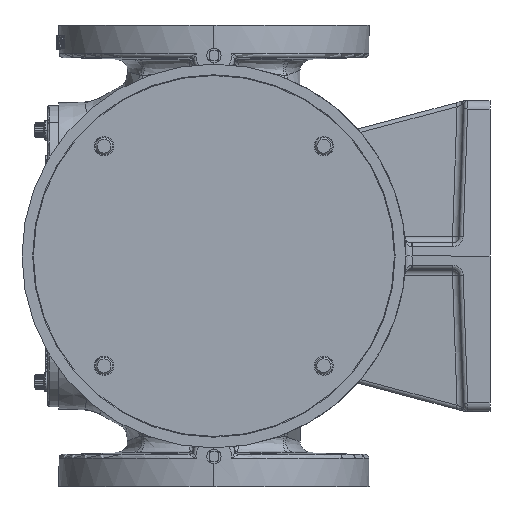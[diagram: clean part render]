
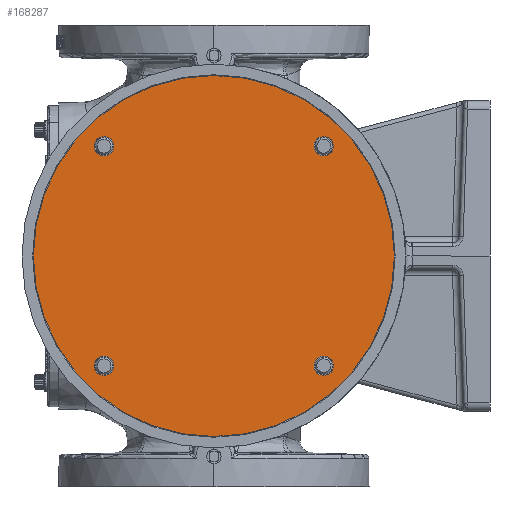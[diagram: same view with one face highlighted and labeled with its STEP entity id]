
A CAD part, left-side view. The second image highlights one B-rep face of the part: STEP entity #168287.
In plain terms, the highlighted planar face has unit normal (-1, 0, 0).
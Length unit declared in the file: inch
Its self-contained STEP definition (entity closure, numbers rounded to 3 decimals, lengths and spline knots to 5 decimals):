
#1109 = CARTESIAN_POINT ( 'NONE',  ( -21.83, -3.18198, 3.18198 ) ) ;
#1461 = EDGE_CURVE ( 'NONE', #165969, #97086, #178457, .T. ) ;
#2055 = CIRCLE ( 'NONE', #172607, 0.28125 ) ;
#2111 = VERTEX_POINT ( 'NONE', #13658 ) ;
#4312 = VERTEX_POINT ( 'NONE', #61808 ) ;
#13130 = ORIENTED_EDGE ( 'NONE', *, *, #184281, .F. ) ;
#13526 = DIRECTION ( 'NONE',  ( 0., 0., -1. ) ) ;
#13658 = CARTESIAN_POINT ( 'NONE',  ( -21.83, 3.18198, -3.46323 ) ) ;
#14833 = CARTESIAN_POINT ( 'NONE',  ( -21.83, -3.18198, -3.18198 ) ) ;
#15114 = CARTESIAN_POINT ( 'NONE',  ( -21.83, 3.18198, 3.18198 ) ) ;
#15369 = EDGE_CURVE ( 'NONE', #2111, #150236, #158756, .T. ) ;
#15423 = DIRECTION ( 'NONE',  ( 0., 0., 1. ) ) ;
#22651 = DIRECTION ( 'NONE',  ( 1., 0., 0. ) ) ;
#23494 = EDGE_LOOP ( 'NONE', ( #147029, #24770 ) ) ;
#24165 = CARTESIAN_POINT ( 'NONE',  ( -21.83, -3.18198, 3.18198 ) ) ;
#24758 = AXIS2_PLACEMENT_3D ( 'NONE', #64065, #163418, #78237 ) ;
#24770 = ORIENTED_EDGE ( 'NONE', *, *, #183587, .F. ) ;
#25500 = VERTEX_POINT ( 'NONE', #109575 ) ;
#25964 = VERTEX_POINT ( 'NONE', #134902 ) ;
#28961 = EDGE_LOOP ( 'NONE', ( #118479, #126110 ) ) ;
#29062 = DIRECTION ( 'NONE',  ( 0., 0., 1. ) ) ;
#29335 = DIRECTION ( 'NONE',  ( 0., 0., 1. ) ) ;
#30120 = CARTESIAN_POINT ( 'NONE',  ( -21.83, -3.18198, 3.46323 ) ) ;
#31246 = CIRCLE ( 'NONE', #125757, 0.28125 ) ;
#31697 = VERTEX_POINT ( 'NONE', #82648 ) ;
#34377 = ORIENTED_EDGE ( 'NONE', *, *, #82342, .F. ) ;
#34517 = ORIENTED_EDGE ( 'NONE', *, *, #1461, .F. ) ;
#34972 = AXIS2_PLACEMENT_3D ( 'NONE', #183717, #98549, #13526 ) ;
#36285 = CIRCLE ( 'NONE', #34972, 5.2305 ) ;
#38599 = FACE_BOUND ( 'NONE', #167033, .T. ) ;
#40559 = CIRCLE ( 'NONE', #64300, 0.28125 ) ;
#42271 = CARTESIAN_POINT ( 'NONE',  ( -21.83, -3.18198, -3.18198 ) ) ;
#53977 = CIRCLE ( 'NONE', #24758, 0.28125 ) ;
#56245 = CIRCLE ( 'NONE', #87776, 5.2305 ) ;
#56590 = DIRECTION ( 'NONE',  ( 0., 0., 1. ) ) ;
#56864 = VERTEX_POINT ( 'NONE', #155055 ) ;
#61808 = CARTESIAN_POINT ( 'NONE',  ( -21.83, 0., 5.2305 ) ) ;
#61931 = EDGE_LOOP ( 'NONE', ( #34377, #157730 ) ) ;
#64065 = CARTESIAN_POINT ( 'NONE',  ( -21.83, 3.18198, 3.18198 ) ) ;
#64300 = AXIS2_PLACEMENT_3D ( 'NONE', #157482, #72377, #171795 ) ;
#67131 = AXIS2_PLACEMENT_3D ( 'NONE', #24165, #80372, #128852 ) ;
#68167 = DIRECTION ( 'NONE',  ( -1., 0., 0. ) ) ;
#68544 = CIRCLE ( 'NONE', #108305, 0.28125 ) ;
#68908 = EDGE_LOOP ( 'NONE', ( #13130, #34517 ) ) ;
#72377 = DIRECTION ( 'NONE',  ( -1., 0., 0. ) ) ;
#73575 = CARTESIAN_POINT ( 'NONE',  ( -21.83, 0., 0. ) ) ;
#76342 = FACE_OUTER_BOUND ( 'NONE', #28961, .T. ) ;
#78237 = DIRECTION ( 'NONE',  ( 0., 0., 1. ) ) ;
#80372 = DIRECTION ( 'NONE',  ( -1., 0., 0. ) ) ;
#82342 = EDGE_CURVE ( 'NONE', #31697, #25500, #31246, .T. ) ;
#82648 = CARTESIAN_POINT ( 'NONE',  ( -21.83, 3.18198, 3.46323 ) ) ;
#84148 = CARTESIAN_POINT ( 'NONE',  ( -21.83, 3.18198, -2.90073 ) ) ;
#87776 = AXIS2_PLACEMENT_3D ( 'NONE', #73575, #172999, #87827 ) ;
#87827 = DIRECTION ( 'NONE',  ( 0., 0., -1. ) ) ;
#93076 = EDGE_CURVE ( 'NONE', #56864, #4312, #56245, .T. ) ;
#97086 = VERTEX_POINT ( 'NONE', #30120 ) ;
#98136 = CARTESIAN_POINT ( 'NONE',  ( -21.83, -3.18198, -3.46323 ) ) ;
#98549 = DIRECTION ( 'NONE',  ( 1., 0., 0. ) ) ;
#100455 = DIRECTION ( 'NONE',  ( -1., 0., 0. ) ) ;
#103098 = AXIS2_PLACEMENT_3D ( 'NONE', #153239, #68167, #167543 ) ;
#107674 = CARTESIAN_POINT ( 'NONE',  ( -21.83, 5.2305, 0. ) ) ;
#108305 = AXIS2_PLACEMENT_3D ( 'NONE', #14833, #114134, #29062 ) ;
#109220 = VERTEX_POINT ( 'NONE', #98136 ) ;
#109575 = CARTESIAN_POINT ( 'NONE',  ( -21.83, 3.18198, 2.90073 ) ) ;
#114134 = DIRECTION ( 'NONE',  ( -1., 0., 0. ) ) ;
#114200 = FACE_BOUND ( 'NONE', #68908, .T. ) ;
#114428 = DIRECTION ( 'NONE',  ( -1., 0., 0. ) ) ;
#115281 = EDGE_CURVE ( 'NONE', #25500, #31697, #53977, .T. ) ;
#118479 = ORIENTED_EDGE ( 'NONE', *, *, #93076, .F. ) ;
#118628 = FACE_BOUND ( 'NONE', #61931, .T. ) ;
#121978 = DIRECTION ( 'NONE',  ( 0., 0., -1. ) ) ;
#121979 = ORIENTED_EDGE ( 'NONE', *, *, #15369, .F. ) ;
#124469 = ORIENTED_EDGE ( 'NONE', *, *, #162306, .F. ) ;
#125757 = AXIS2_PLACEMENT_3D ( 'NONE', #15114, #114428, #29335 ) ;
#126110 = ORIENTED_EDGE ( 'NONE', *, *, #136498, .F. ) ;
#128852 = DIRECTION ( 'NONE',  ( 0., 0., 1. ) ) ;
#130363 = AXIS2_PLACEMENT_3D ( 'NONE', #107674, #22651, #121978 ) ;
#134902 = CARTESIAN_POINT ( 'NONE',  ( -21.83, -3.18198, -2.90073 ) ) ;
#135628 = PLANE ( 'NONE',  #130363 ) ;
#136498 = EDGE_CURVE ( 'NONE', #4312, #56864, #36285, .T. ) ;
#139642 = CIRCLE ( 'NONE', #175051, 0.28125 ) ;
#141637 = DIRECTION ( 'NONE',  ( -1., 0., 0. ) ) ;
#147029 = ORIENTED_EDGE ( 'NONE', *, *, #184238, .F. ) ;
#147513 = FACE_BOUND ( 'NONE', #23494, .T. ) ;
#150236 = VERTEX_POINT ( 'NONE', #84148 ) ;
#153239 = CARTESIAN_POINT ( 'NONE',  ( -21.83, 3.18198, -3.18198 ) ) ;
#155055 = CARTESIAN_POINT ( 'NONE',  ( -21.83, 0., -5.2305 ) ) ;
#157482 = CARTESIAN_POINT ( 'NONE',  ( -21.83, 3.18198, -3.18198 ) ) ;
#157730 = ORIENTED_EDGE ( 'NONE', *, *, #115281, .F. ) ;
#158756 = CIRCLE ( 'NONE', #103098, 0.28125 ) ;
#159850 = CARTESIAN_POINT ( 'NONE',  ( -21.83, -3.18198, 2.90073 ) ) ;
#162306 = EDGE_CURVE ( 'NONE', #150236, #2111, #40559, .T. ) ;
#163418 = DIRECTION ( 'NONE',  ( -1., 0., 0. ) ) ;
#165969 = VERTEX_POINT ( 'NONE', #159850 ) ;
#167033 = EDGE_LOOP ( 'NONE', ( #124469, #121979 ) ) ;
#167543 = DIRECTION ( 'NONE',  ( 0., 0., 1. ) ) ;
#168287 = ADVANCED_FACE ( 'NONE', ( #38599, #114200, #76342, #118628, #147513 ), #135628, .F. ) ;
#171795 = DIRECTION ( 'NONE',  ( 0., 0., 1. ) ) ;
#172607 = AXIS2_PLACEMENT_3D ( 'NONE', #42271, #141637, #56590 ) ;
#172999 = DIRECTION ( 'NONE',  ( 1., 0., 0. ) ) ;
#175051 = AXIS2_PLACEMENT_3D ( 'NONE', #1109, #100455, #15423 ) ;
#178457 = CIRCLE ( 'NONE', #67131, 0.28125 ) ;
#183587 = EDGE_CURVE ( 'NONE', #109220, #25964, #2055, .T. ) ;
#183717 = CARTESIAN_POINT ( 'NONE',  ( -21.83, 0., 0. ) ) ;
#184238 = EDGE_CURVE ( 'NONE', #25964, #109220, #68544, .T. ) ;
#184281 = EDGE_CURVE ( 'NONE', #97086, #165969, #139642, .T. ) ;
